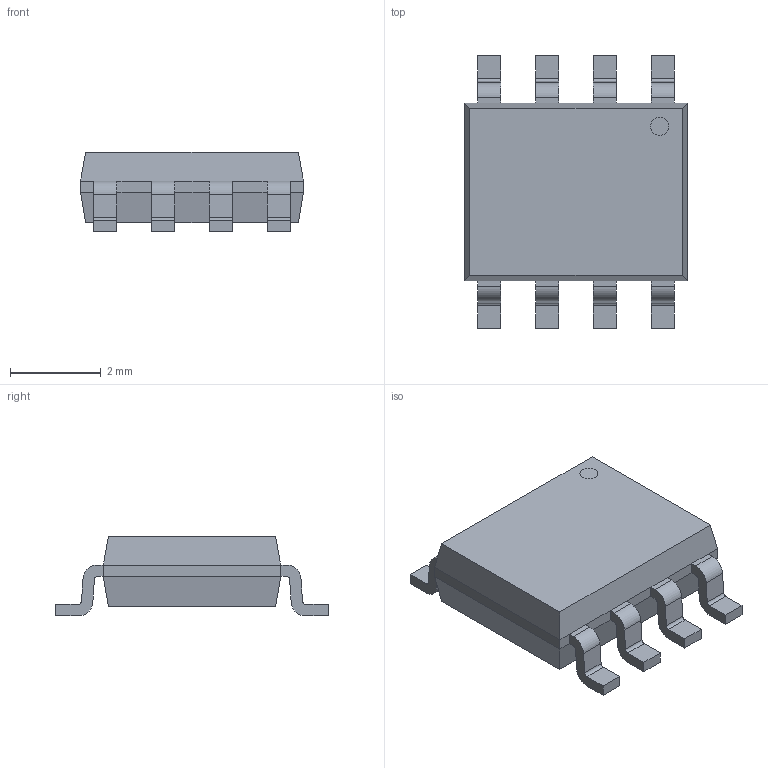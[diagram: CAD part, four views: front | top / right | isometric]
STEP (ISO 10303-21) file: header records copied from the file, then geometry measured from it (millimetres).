
FILE_DESCRIPTION(/* description */ (''),/* implementation_level */ '2;1');
FILE_NAME(/* name */ 'SO08.step',/* time_stamp */ '2022-06-10T14:21:37+04:00',/* author */ (''),/* organization */ (''),/* preprocessor_version */ 'ST-DEVELOPER v19',/* originating_system */ 'Autodesk Translation Framework v11.7.0.108',/* authorisation */ '');
FILE_SCHEMA (('AUTOMOTIVE_DESIGN { 1 0 10303 214 3 1 1 }'));
Length unit declared in the file: millimetre
Products named in the file (1): SO08
Bounding box: 4.9 x 6 x 1.75 mm (x, y, z)
Volume: 30.1 mm3; surface area: 82.3 mm2
Topology: 1 solids, 1 shells, 127 faces, 333 edges, 209 vertices
Faces by surface type: plane 95, cylinder 32
Entity records: 4028 total; most frequent: CARTESIAN_POINT 670, ORIENTED_EDGE 666, DIRECTION 654, EDGE_CURVE 333, LINE 268, VECTOR 268, VERTEX_POINT 209, AXIS2_PLACEMENT_3D 193
